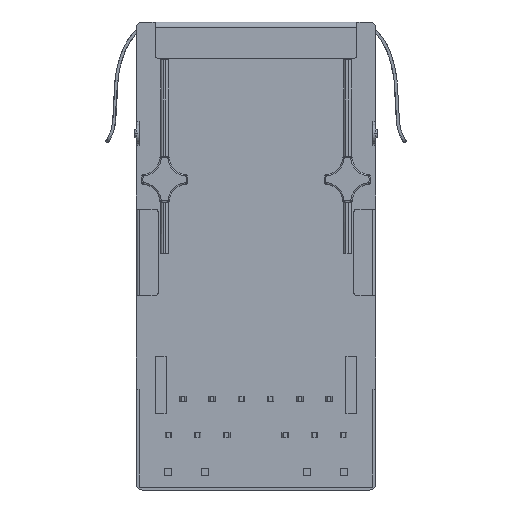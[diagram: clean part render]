
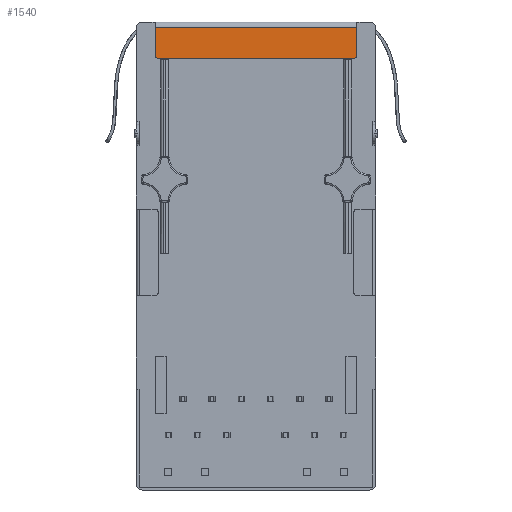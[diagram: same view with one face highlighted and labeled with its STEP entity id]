
A CAD part, front view. The second image highlights one B-rep face of the part: STEP entity #1540.
In plain terms, the highlighted planar face has unit normal (0, -1, 0).
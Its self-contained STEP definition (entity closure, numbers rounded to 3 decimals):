
#872 = VERTEX_POINT ( 'NONE', #4709 ) ;
#1071 = DIRECTION ( 'NONE',  ( 0., 0., -1. ) ) ;
#1540 = ADVANCED_FACE ( 'NONE', ( #11412 ), #21480, .T. ) ;
#2078 = VERTEX_POINT ( 'NONE', #11714 ) ;
#2690 = VECTOR ( 'NONE', #17760, 1000. ) ;
#4293 = CARTESIAN_POINT ( 'NONE',  ( 17.464, 3.76, -0.4 ) ) ;
#4709 = CARTESIAN_POINT ( 'NONE',  ( 3.464, 3.76, -0.4 ) ) ;
#5151 = LINE ( 'NONE', #13407, #21821 ) ;
#5739 = VECTOR ( 'NONE', #9688, 1000. ) ;
#6036 = CARTESIAN_POINT ( 'NONE',  ( 3.464, 3.76, -2.5 ) ) ;
#6077 = DIRECTION ( 'NONE',  ( 0., 0., -1. ) ) ;
#6152 = AXIS2_PLACEMENT_3D ( 'NONE', #9520, #13147, #25656 ) ;
#6321 = ORIENTED_EDGE ( 'NONE', *, *, #17220, .F. ) ;
#6797 = AXIS2_PLACEMENT_3D ( 'NONE', #26151, #24247, #6077 ) ;
#6804 = ORIENTED_EDGE ( 'NONE', *, *, #9584, .T. ) ;
#7065 = CARTESIAN_POINT ( 'NONE',  ( 17.464, 3.76, 0. ) ) ;
#7304 = EDGE_LOOP ( 'NONE', ( #18954, #12091, #6804, #11954, #23950, #6321 ) ) ;
#7315 = DIRECTION ( 'NONE',  ( 0., 1., 0. ) ) ;
#8161 = CARTESIAN_POINT ( 'NONE',  ( 2.164, 3.76, -0.4 ) ) ;
#8205 = DIRECTION ( 'NONE',  ( 0., 0., -1. ) ) ;
#9070 = CIRCLE ( 'NONE', #15098, 0.15 ) ;
#9520 = CARTESIAN_POINT ( 'NONE',  ( 2.164, 3.76, -32.5 ) ) ;
#9584 = EDGE_CURVE ( 'NONE', #872, #26237, #12134, .T. ) ;
#9688 = DIRECTION ( 'NONE',  ( -1., 0., 0. ) ) ;
#10178 = EDGE_CURVE ( 'NONE', #14519, #18758, #23215, .T. ) ;
#11162 = EDGE_CURVE ( 'NONE', #2078, #26237, #9070, .T. ) ;
#11412 = FACE_OUTER_BOUND ( 'NONE', #7304, .T. ) ;
#11714 = CARTESIAN_POINT ( 'NONE',  ( 3.614, 3.76, -2.5 ) ) ;
#11954 = ORIENTED_EDGE ( 'NONE', *, *, #11162, .F. ) ;
#12091 = ORIENTED_EDGE ( 'NONE', *, *, #14159, .T. ) ;
#12134 = LINE ( 'NONE', #6036, #16959 ) ;
#12948 = CARTESIAN_POINT ( 'NONE',  ( 3.464, 3.76, -2.35 ) ) ;
#12987 = VERTEX_POINT ( 'NONE', #13532 ) ;
#13147 = DIRECTION ( 'NONE',  ( 0., -1., 0. ) ) ;
#13407 = CARTESIAN_POINT ( 'NONE',  ( 17.464, 3.76, -2.5 ) ) ;
#13532 = CARTESIAN_POINT ( 'NONE',  ( 17.314, 3.76, -2.5 ) ) ;
#14159 = EDGE_CURVE ( 'NONE', #18758, #872, #17543, .T. ) ;
#14519 = VERTEX_POINT ( 'NONE', #18151 ) ;
#15098 = AXIS2_PLACEMENT_3D ( 'NONE', #15990, #7315, #1071 ) ;
#15990 = CARTESIAN_POINT ( 'NONE',  ( 3.614, 3.76, -2.35 ) ) ;
#16922 = EDGE_CURVE ( 'NONE', #2078, #12987, #5151, .T. ) ;
#16959 = VECTOR ( 'NONE', #8205, 1000. ) ;
#17220 = EDGE_CURVE ( 'NONE', #14519, #12987, #22296, .T. ) ;
#17543 = LINE ( 'NONE', #8161, #5739 ) ;
#17760 = DIRECTION ( 'NONE',  ( 0., 0., 1. ) ) ;
#18151 = CARTESIAN_POINT ( 'NONE',  ( 17.464, 3.76, -2.35 ) ) ;
#18160 = DIRECTION ( 'NONE',  ( 1., 0., 0. ) ) ;
#18758 = VERTEX_POINT ( 'NONE', #4293 ) ;
#18954 = ORIENTED_EDGE ( 'NONE', *, *, #10178, .T. ) ;
#21480 = PLANE ( 'NONE',  #6152 ) ;
#21821 = VECTOR ( 'NONE', #18160, 1000. ) ;
#22296 = CIRCLE ( 'NONE', #6797, 0.15 ) ;
#23215 = LINE ( 'NONE', #7065, #2690 ) ;
#23950 = ORIENTED_EDGE ( 'NONE', *, *, #16922, .T. ) ;
#24247 = DIRECTION ( 'NONE',  ( 0., 1., 0. ) ) ;
#25656 = DIRECTION ( 'NONE',  ( 0., 0., -1. ) ) ;
#26151 = CARTESIAN_POINT ( 'NONE',  ( 17.314, 3.76, -2.35 ) ) ;
#26237 = VERTEX_POINT ( 'NONE', #12948 ) ;
